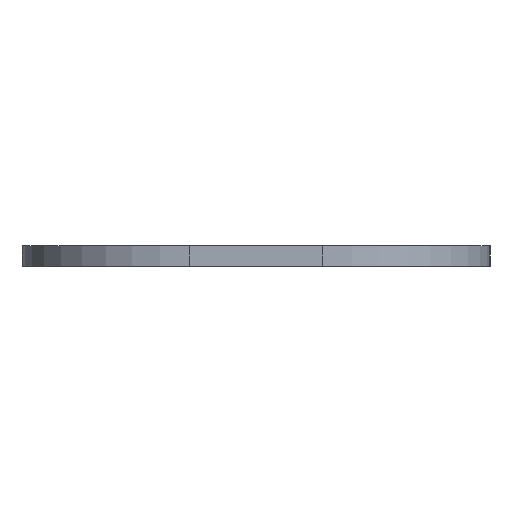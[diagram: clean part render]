
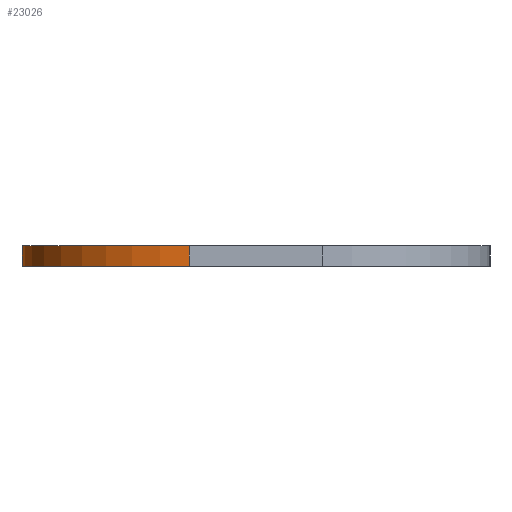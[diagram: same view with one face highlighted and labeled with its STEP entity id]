
A CAD part, left-side view. The second image highlights one B-rep face of the part: STEP entity #23026.
In plain terms, the highlighted cylindrical face has radius 25 mm (diameter 50 mm), a partial arc.
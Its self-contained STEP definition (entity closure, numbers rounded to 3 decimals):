
#1850=FACE_OUTER_BOUND('',#2934,.T.);
#2934=EDGE_LOOP('',(#19461,#19462,#19463,#19464));
#5509=LINE('',#37242,#8077);
#5510=LINE('',#37246,#8078);
#8077=VECTOR('',#30791,10.);
#8078=VECTOR('',#30796,10.);
#8234=CIRCLE('',#23565,25.);
#8735=CIRCLE('',#24775,25.);
#9688=VERTEX_POINT('',#33326);
#9689=VERTEX_POINT('',#33328);
#10881=VERTEX_POINT('',#37240);
#10882=VERTEX_POINT('',#37244);
#12086=EDGE_CURVE('',#9688,#9689,#8234,.T.);
#14099=EDGE_CURVE('',#10881,#9689,#5509,.T.);
#14100=EDGE_CURVE('',#10882,#10881,#8735,.T.);
#14101=EDGE_CURVE('',#10882,#9688,#5510,.T.);
#19461=ORIENTED_EDGE('',*,*,#14100,.T.);
#19462=ORIENTED_EDGE('',*,*,#14099,.T.);
#19463=ORIENTED_EDGE('',*,*,#12086,.F.);
#19464=ORIENTED_EDGE('',*,*,#14101,.F.);
#20876=CYLINDRICAL_SURFACE('',#24774,25.);
#23026=ADVANCED_FACE('',(#1850),#20876,.T.);
#23565=AXIS2_PLACEMENT_3D('',#33329,#26861,#26862);
#24774=AXIS2_PLACEMENT_3D('',#37243,#30792,#30793);
#24775=AXIS2_PLACEMENT_3D('',#37245,#30794,#30795);
#26861=DIRECTION('center_axis',(0.,0.,-1.));
#26862=DIRECTION('ref_axis',(-1.,0.,0.));
#30791=DIRECTION('',(0.,0.,-1.));
#30792=DIRECTION('center_axis',(0.,0.,-1.));
#30793=DIRECTION('ref_axis',(-1.,0.,0.));
#30794=DIRECTION('center_axis',(0.,0.,-1.));
#30795=DIRECTION('ref_axis',(-1.,0.,0.));
#30796=DIRECTION('',(0.,0.,-1.));
#33326=CARTESIAN_POINT('',(-165.,10.,-3.));
#33328=CARTESIAN_POINT('',(-140.,35.,-3.));
#33329=CARTESIAN_POINT('Origin',(-140.,10.,-3.));
#37240=CARTESIAN_POINT('',(-140.,35.,0.));
#37242=CARTESIAN_POINT('',(-140.,35.,0.));
#37243=CARTESIAN_POINT('Origin',(-140.,10.,0.));
#37244=CARTESIAN_POINT('',(-165.,10.,0.));
#37245=CARTESIAN_POINT('Origin',(-140.,10.,0.));
#37246=CARTESIAN_POINT('',(-165.,10.,0.));
